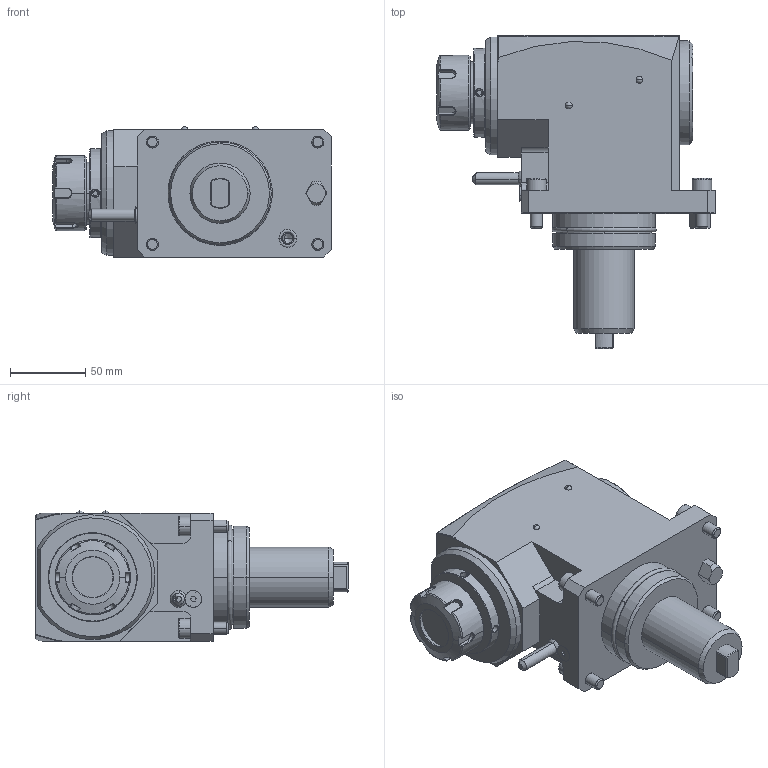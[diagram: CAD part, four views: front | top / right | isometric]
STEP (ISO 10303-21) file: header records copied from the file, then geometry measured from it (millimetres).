
FILE_DESCRIPTION((''),'2;1');
FILE_NAME('NGT2_68_201_32_1_3_80_MZ','2020-12-01T',('vali'),('NOVA GRUP'),'PRO/ENGINEER BY PARAMETRIC TECHNOLOGY CORPORATION, 2010280','PRO/ENGINEER BY PARAMETRIC TECHNOLOGY CORPORATION, 2010280','');
FILE_SCHEMA(('CONFIG_CONTROL_DESIGN'));
Length unit declared in the file: millimetre
Products named in the file (1): NGT2_68_201_32_1_3_80_MZ
Bounding box: 185.3 x 208 x 86.6 mm (x, y, z)
Volume: 1453421.9 mm3; surface area: 104446.9 mm2
Topology: 2 solids, 2 shells, 333 faces, 828 edges, 523 vertices
Faces by surface type: plane 139, cylinder 83, cone 47, bspline 32, torus 22, sphere 6, extrusion 4
Entity records: 13860 total; most frequent: CARTESIAN_POINT 6223, ORIENTED_EDGE 1644, DIRECTION 1448, EDGE_CURVE 822, VERTEX_POINT 523, AXIS2_PLACEMENT_3D 522, VECTOR 404, LINE 400
